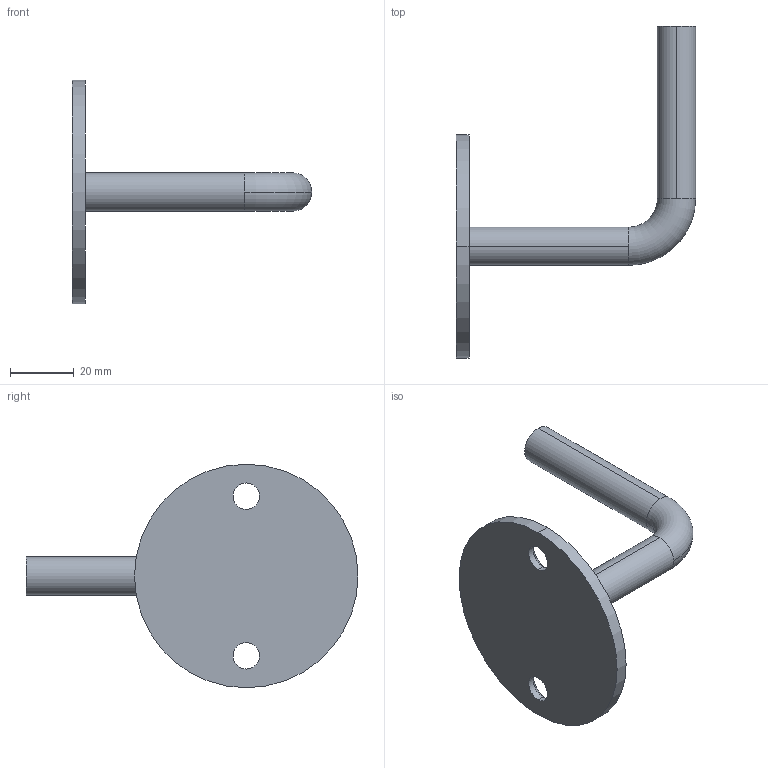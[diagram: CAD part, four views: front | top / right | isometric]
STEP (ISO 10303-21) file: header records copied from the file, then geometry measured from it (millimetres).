
FILE_DESCRIPTION (( 'STEP AP203' ), '1' );
FILE_NAME ('GW_2542_ 70x4_188851350.STEP', '2024-11-12T08:30:27', ( '' ), ( '' ), 'SwSTEP 2.0', 'SolidWorks 2023', '' );
FILE_SCHEMA (( 'CONFIG_CONTROL_DESIGN' ));
Length unit declared in the file: millimetre
Products named in the file (1): GW_2542_ 70x4_188851350
Bounding box: 75 x 104 x 70 mm (x, y, z)
Volume: 29273.2 mm3; surface area: 13328 mm2
Topology: 1 solids, 1 shells, 19 faces, 44 edges, 28 vertices
Faces by surface type: cylinder 10, cone 4, plane 3, torus 2
Entity records: 641 total; most frequent: DIRECTION 114, CARTESIAN_POINT 92, ORIENTED_EDGE 88, AXIS2_PLACEMENT_3D 50, EDGE_CURVE 44, CIRCLE 30, VERTEX_POINT 28, EDGE_LOOP 24
